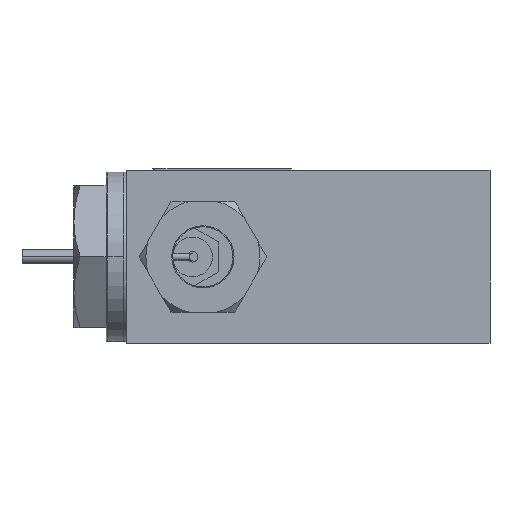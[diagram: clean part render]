
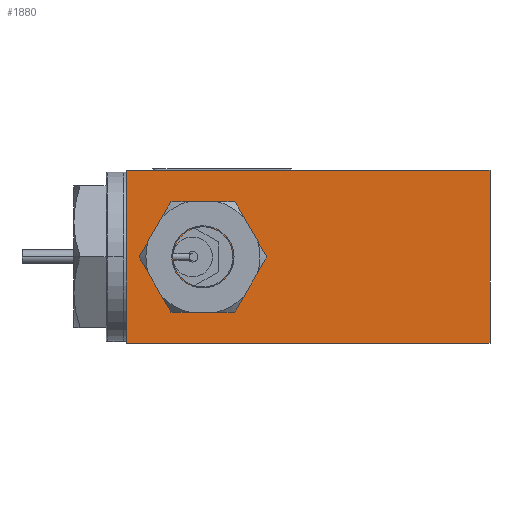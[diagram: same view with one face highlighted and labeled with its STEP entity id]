
A CAD part, left-side view. The second image highlights one B-rep face of the part: STEP entity #1880.
In plain terms, the highlighted planar face has unit normal (-1, 0, 0).
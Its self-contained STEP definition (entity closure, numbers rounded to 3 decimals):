
#945 = EDGE_CURVE ( 'NONE', #14892, #5210, #10512, .T. ) ;
#1268 = CARTESIAN_POINT ( 'NONE',  ( -40., 105., -25. ) ) ;
#1425 = ORIENTED_EDGE ( 'NONE', *, *, #26950, .T. ) ;
#1880 = ADVANCED_FACE ( 'NONE', ( #18416, #6148 ), #20286, .F. ) ;
#2661 = LINE ( 'NONE', #7446, #14964 ) ;
#3059 = AXIS2_PLACEMENT_3D ( 'NONE', #9196, #26325, #11667 ) ;
#3969 = VECTOR ( 'NONE', #25543, 1000. ) ;
#4502 = CARTESIAN_POINT ( 'NONE',  ( -40., 83., 8.7 ) ) ;
#5210 = VERTEX_POINT ( 'NONE', #13816 ) ;
#5237 = CARTESIAN_POINT ( 'NONE',  ( -40., 0., -25. ) ) ;
#6148 = FACE_OUTER_BOUND ( 'NONE', #13515, .T. ) ;
#7446 = CARTESIAN_POINT ( 'NONE',  ( -40., 105., 25. ) ) ;
#8268 = CARTESIAN_POINT ( 'NONE',  ( -40., 0., -25. ) ) ;
#8739 = ORIENTED_EDGE ( 'NONE', *, *, #9766, .T. ) ;
#9196 = CARTESIAN_POINT ( 'NONE',  ( -40., 83., 0. ) ) ;
#9482 = CIRCLE ( 'NONE', #3059, 8.7 ) ;
#9766 = EDGE_CURVE ( 'NONE', #27674, #22250, #21162, .T. ) ;
#9961 = DIRECTION ( 'NONE',  ( 0., -1., 0. ) ) ;
#10512 = CIRCLE ( 'NONE', #25097, 8.7 ) ;
#10861 = EDGE_LOOP ( 'NONE', ( #30909, #23884 ) ) ;
#11004 = VECTOR ( 'NONE', #23845, 1000. ) ;
#11667 = DIRECTION ( 'NONE',  ( 0., 0., 1. ) ) ;
#13515 = EDGE_LOOP ( 'NONE', ( #8739, #29510, #17500, #1425 ) ) ;
#13816 = CARTESIAN_POINT ( 'NONE',  ( -40., 83., -8.7 ) ) ;
#14892 = VERTEX_POINT ( 'NONE', #4502 ) ;
#14964 = VECTOR ( 'NONE', #9961, 1000. ) ;
#15725 = DIRECTION ( 'NONE',  ( -1., 0., 0. ) ) ;
#17078 = EDGE_CURVE ( 'NONE', #5210, #14892, #9482, .T. ) ;
#17284 = AXIS2_PLACEMENT_3D ( 'NONE', #17506, #28435, #18049 ) ;
#17500 = ORIENTED_EDGE ( 'NONE', *, *, #18016, .F. ) ;
#17506 = CARTESIAN_POINT ( 'NONE',  ( -40., 105., -25. ) ) ;
#18016 = EDGE_CURVE ( 'NONE', #18108, #31587, #24311, .T. ) ;
#18049 = DIRECTION ( 'NONE',  ( 0., 0., -1. ) ) ;
#18108 = VERTEX_POINT ( 'NONE', #1268 ) ;
#18416 = FACE_BOUND ( 'NONE', #10861, .T. ) ;
#20286 = PLANE ( 'NONE',  #17284 ) ;
#20736 = DIRECTION ( 'NONE',  ( 0., 0., 1. ) ) ;
#21162 = LINE ( 'NONE', #8268, #26905 ) ;
#21370 = CARTESIAN_POINT ( 'NONE',  ( -40., 105., -25. ) ) ;
#22250 = VERTEX_POINT ( 'NONE', #24217 ) ;
#22322 = EDGE_CURVE ( 'NONE', #31587, #22250, #2661, .T. ) ;
#23054 = CARTESIAN_POINT ( 'NONE',  ( -40., 105., -25. ) ) ;
#23372 = CARTESIAN_POINT ( 'NONE',  ( -40., 105., 25. ) ) ;
#23845 = DIRECTION ( 'NONE',  ( 0., -1., 0. ) ) ;
#23884 = ORIENTED_EDGE ( 'NONE', *, *, #17078, .F. ) ;
#24217 = CARTESIAN_POINT ( 'NONE',  ( -40., 0., 25. ) ) ;
#24311 = LINE ( 'NONE', #23054, #3969 ) ;
#25097 = AXIS2_PLACEMENT_3D ( 'NONE', #26072, #15725, #26624 ) ;
#25543 = DIRECTION ( 'NONE',  ( 0., 0., 1. ) ) ;
#26072 = CARTESIAN_POINT ( 'NONE',  ( -40., 83., 0. ) ) ;
#26325 = DIRECTION ( 'NONE',  ( -1., 0., 0. ) ) ;
#26624 = DIRECTION ( 'NONE',  ( 0., 0., 1. ) ) ;
#26905 = VECTOR ( 'NONE', #20736, 1000. ) ;
#26950 = EDGE_CURVE ( 'NONE', #18108, #27674, #30537, .T. ) ;
#27674 = VERTEX_POINT ( 'NONE', #5237 ) ;
#28435 = DIRECTION ( 'NONE',  ( 1., 0., 0. ) ) ;
#29510 = ORIENTED_EDGE ( 'NONE', *, *, #22322, .F. ) ;
#30537 = LINE ( 'NONE', #21370, #11004 ) ;
#30909 = ORIENTED_EDGE ( 'NONE', *, *, #945, .F. ) ;
#31587 = VERTEX_POINT ( 'NONE', #23372 ) ;
